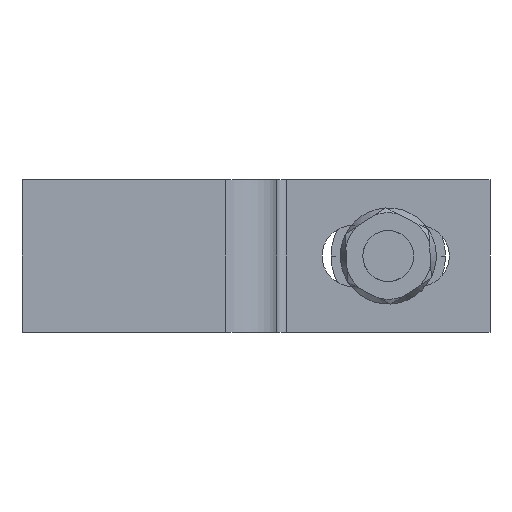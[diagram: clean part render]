
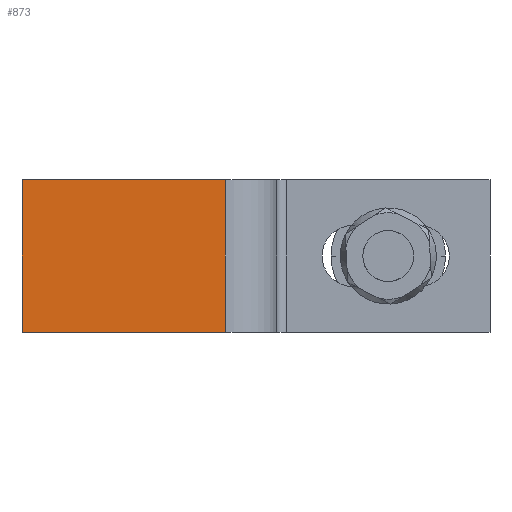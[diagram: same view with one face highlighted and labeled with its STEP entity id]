
A CAD part, front view. The second image highlights one B-rep face of the part: STEP entity #873.
In plain terms, the highlighted planar face has unit normal (0, -1, 0).
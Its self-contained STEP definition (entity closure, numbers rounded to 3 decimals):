
#3 = CARTESIAN_POINT ( 'NONE',  ( -2., -300., 15. ) ) ;
#36 = EDGE_CURVE ( 'NONE', #1582, #447, #2696, .T. ) ;
#195 = VERTEX_POINT ( 'NONE', #682 ) ;
#219 = EDGE_CURVE ( 'NONE', #195, #1582, #858, .T. ) ;
#303 = EDGE_LOOP ( 'NONE', ( #1220, #936, #1849, #987 ) ) ;
#437 = DIRECTION ( 'NONE',  ( 0., 1., 0. ) ) ;
#447 = VERTEX_POINT ( 'NONE', #979 ) ;
#662 = FACE_OUTER_BOUND ( 'NONE', #303, .T. ) ;
#682 = CARTESIAN_POINT ( 'NONE',  ( -42., -300., 15. ) ) ;
#699 = PLANE ( 'NONE',  #2258 ) ;
#801 = DIRECTION ( 'NONE',  ( 0., 0., -1. ) ) ;
#803 = CARTESIAN_POINT ( 'NONE',  ( -2., -300., -15. ) ) ;
#825 = EDGE_CURVE ( 'NONE', #195, #1879, #1466, .T. ) ;
#832 = DIRECTION ( 'NONE',  ( 1., 0., 0. ) ) ;
#858 = LINE ( 'NONE', #1696, #1893 ) ;
#873 = ADVANCED_FACE ( 'NONE', ( #662 ), #699, .F. ) ;
#876 = CARTESIAN_POINT ( 'NONE',  ( -2., -300., 15. ) ) ;
#936 = ORIENTED_EDGE ( 'NONE', *, *, #1088, .F. ) ;
#979 = CARTESIAN_POINT ( 'NONE',  ( -2., -300., -15. ) ) ;
#987 = ORIENTED_EDGE ( 'NONE', *, *, #219, .T. ) ;
#1026 = CARTESIAN_POINT ( 'NONE',  ( -42., -300., -15. ) ) ;
#1088 = EDGE_CURVE ( 'NONE', #1879, #447, #1770, .T. ) ;
#1220 = ORIENTED_EDGE ( 'NONE', *, *, #36, .T. ) ;
#1285 = VECTOR ( 'NONE', #801, 1000. ) ;
#1397 = CARTESIAN_POINT ( 'NONE',  ( -2., -300., 15. ) ) ;
#1466 = LINE ( 'NONE', #3, #2484 ) ;
#1489 = DIRECTION ( 'NONE',  ( 0., 0., -1. ) ) ;
#1565 = CARTESIAN_POINT ( 'NONE',  ( -2., -300., 15. ) ) ;
#1582 = VERTEX_POINT ( 'NONE', #1026 ) ;
#1696 = CARTESIAN_POINT ( 'NONE',  ( -42., -300., 15. ) ) ;
#1770 = LINE ( 'NONE', #1565, #1285 ) ;
#1849 = ORIENTED_EDGE ( 'NONE', *, *, #825, .F. ) ;
#1879 = VERTEX_POINT ( 'NONE', #1397 ) ;
#1893 = VECTOR ( 'NONE', #1489, 1000. ) ;
#1905 = DIRECTION ( 'NONE',  ( 0., 0., 1. ) ) ;
#2251 = DIRECTION ( 'NONE',  ( 1., 0., 0. ) ) ;
#2258 = AXIS2_PLACEMENT_3D ( 'NONE', #876, #437, #1905 ) ;
#2484 = VECTOR ( 'NONE', #832, 1000. ) ;
#2521 = VECTOR ( 'NONE', #2251, 1000. ) ;
#2696 = LINE ( 'NONE', #803, #2521 ) ;
